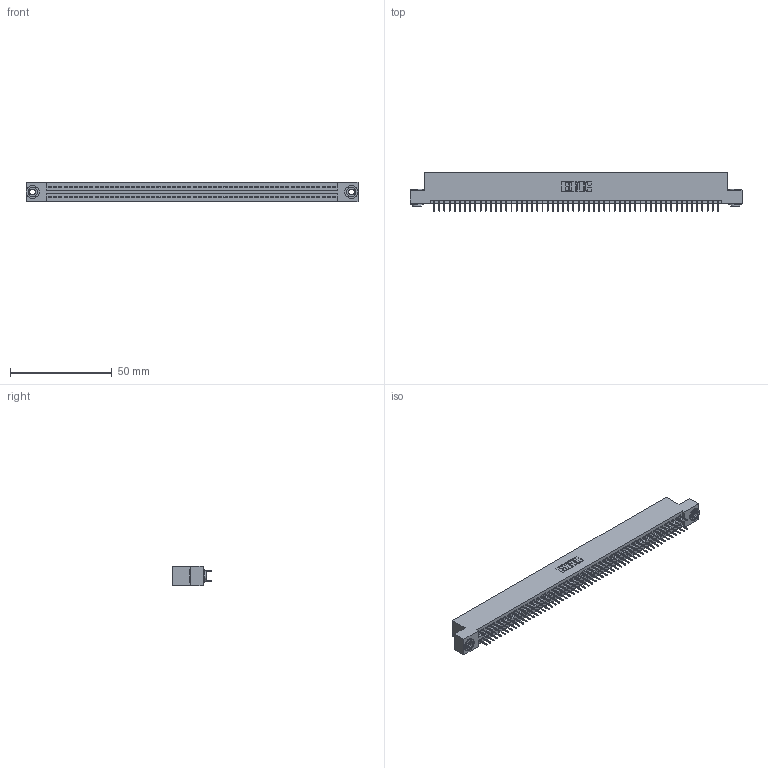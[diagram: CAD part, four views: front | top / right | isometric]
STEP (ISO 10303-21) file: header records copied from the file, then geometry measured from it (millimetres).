
FILE_DESCRIPTION (( 'STEP AP203' ), '1' );
FILE_NAME ('345-112-524-203.STEP', '2019-11-04T20:55:14', ( '' ), ( '' ), 'SwSTEP 2.0', 'SolidWorks 2016', '' );
FILE_SCHEMA (( 'CONFIG_CONTROL_DESIGN' ));
Length unit declared in the file: inch
Products named in the file (4): 345-292-001_345-293-124; 345-112-524-203; 345 Part_Flush Mounting Lugs - 0.156 Dia-TH; 345-250-002_345-250-002-102
Assembly tree (115 placements, depth 2):
  345-112-524-203
    345 Part_Flush Mounting Lugs - 0.156 Dia-TH
    345-292-001_345-293-124  x112
    345-250-002_345-250-002-102  x2
Bounding box: 163.45 x 19.35 x 9.4 mm (x, y, z)
Volume: 15857.5 mm3; surface area: 23468.6 mm2
Topology: 115 solids, 115 shells, 6212 faces, 17553 edges, 11250 vertices
Faces by surface type: plane 4458, cylinder 1746, cone 8
Entity records: 42778 total; most frequent: CARTESIAN_POINT 7131, ORIENTED_EDGE 7058, DIRECTION 6303, EDGE_CURVE 3529, LINE 3153, VECTOR 3153, VERTEX_POINT 2346, AXIS2_PLACEMENT_3D 1575
